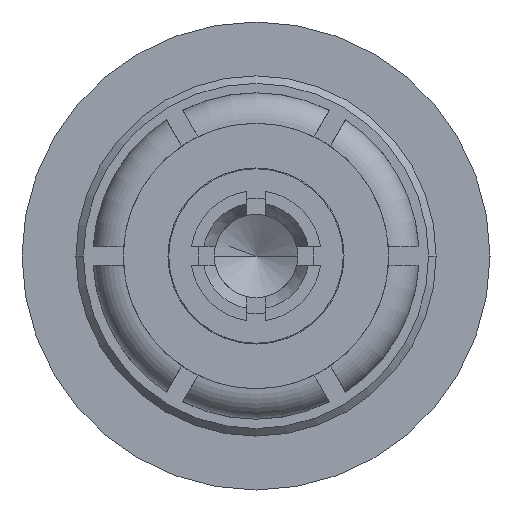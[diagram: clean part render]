
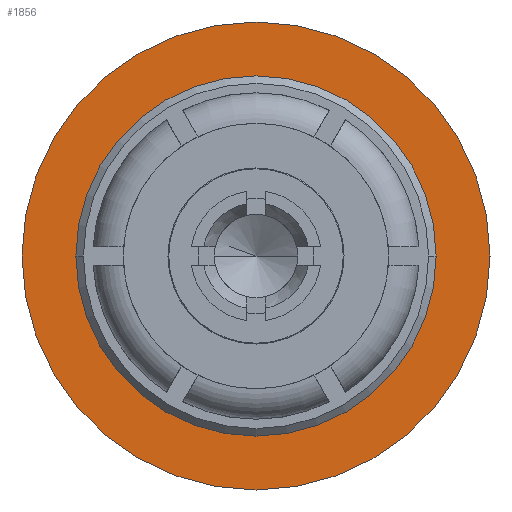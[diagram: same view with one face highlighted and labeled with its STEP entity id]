
A CAD part, left-side view. The second image highlights one B-rep face of the part: STEP entity #1856.
In plain terms, the highlighted planar face has unit normal (-1, 0, 0).
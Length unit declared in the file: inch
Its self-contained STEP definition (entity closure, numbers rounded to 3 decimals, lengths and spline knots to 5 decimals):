
#11=CARTESIAN_POINT('',(0.30315,0.,0.));
#12=DIRECTION('',(1.,0.,0.));
#13=DIRECTION('',(0.,-1.,0.));
#14=AXIS2_PLACEMENT_3D('',#11,#12,#13);
#29=CARTESIAN_POINT('',(0.30315,0.,0.));
#30=DIRECTION('',(-1.,0.,0.));
#31=DIRECTION('',(0.,1.,0.));
#32=AXIS2_PLACEMENT_3D('',#29,#30,#31);
#34=CARTESIAN_POINT('',(0.30315,0.,0.));
#35=DIRECTION('',(1.,0.,0.));
#36=DIRECTION('',(0.,1.,0.));
#37=AXIS2_PLACEMENT_3D('',#34,#35,#36);
#39=CARTESIAN_POINT('',(0.30315,0.,0.));
#40=DIRECTION('',(1.,0.,0.));
#41=DIRECTION('',(0.,1.,0.));
#42=AXIS2_PLACEMENT_3D('',#39,#40,#41);
#1473=CARTESIAN_POINT('',(0.30315,0.0935,0.));
#1474=CARTESIAN_POINT('',(0.30315,-0.0935,0.));
#1475=VERTEX_POINT('',#1473);
#1476=VERTEX_POINT('',#1474);
#1477=CARTESIAN_POINT('',(0.30315,0.12146,0.));
#1478=CARTESIAN_POINT('',(0.30315,-0.12146,0.));
#1479=VERTEX_POINT('',#1477);
#1480=VERTEX_POINT('',#1478);
#1840=CARTESIAN_POINT('',(0.30315,0.,0.));
#1841=DIRECTION('',(1.,0.,0.));
#1842=DIRECTION('',(0.,-1.,0.));
#1843=AXIS2_PLACEMENT_3D('',#1840,#1841,#1842);
#1844=PLANE('',#1843);
#1846=ORIENTED_EDGE('',*,*,#1845,.T.);
#1847=ORIENTED_EDGE('',*,*,#1830,.T.);
#1848=EDGE_LOOP('',(#1846,#1847));
#1849=FACE_OUTER_BOUND('',#1848,.F.);
#1851=ORIENTED_EDGE('',*,*,#1850,.T.);
#1853=ORIENTED_EDGE('',*,*,#1852,.F.);
#1854=EDGE_LOOP('',(#1851,#1853));
#1855=FACE_BOUND('',#1854,.F.);
#1856=ADVANCED_FACE('',(#1849,#1855),#1844,.F.);
#15=CIRCLE('',#14,0.12146);
#33=CIRCLE('',#32,0.0935);
#38=CIRCLE('',#37,0.0935);
#43=CIRCLE('',#42,0.12146);
#1830=EDGE_CURVE('',#1480,#1479,#15,.T.);
#1845=EDGE_CURVE('',#1479,#1480,#43,.T.);
#1850=EDGE_CURVE('',#1475,#1476,#33,.T.);
#1852=EDGE_CURVE('',#1475,#1476,#38,.T.);
